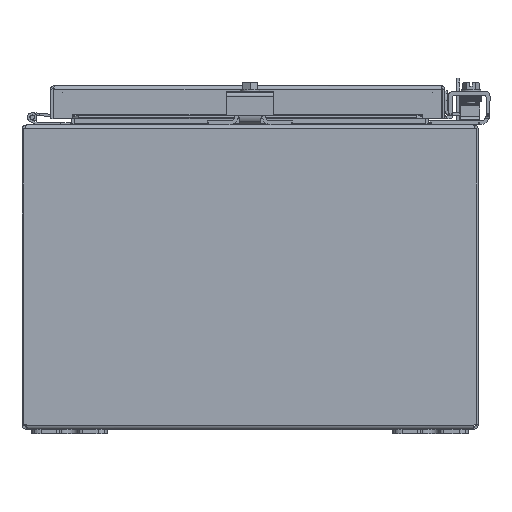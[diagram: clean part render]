
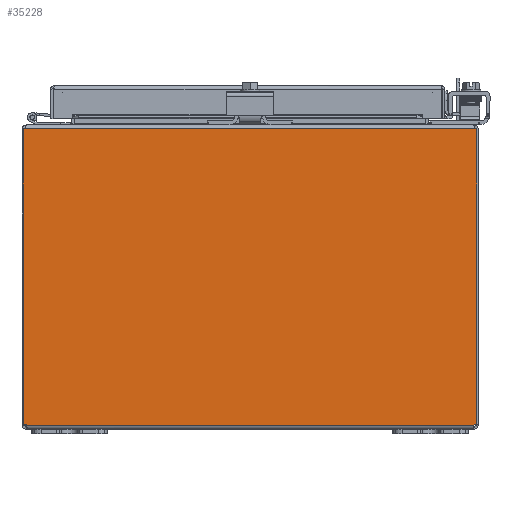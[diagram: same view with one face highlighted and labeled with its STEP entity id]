
A CAD part, front view. The second image highlights one B-rep face of the part: STEP entity #35228.
In plain terms, the highlighted planar face has unit normal (0, -1, 0).
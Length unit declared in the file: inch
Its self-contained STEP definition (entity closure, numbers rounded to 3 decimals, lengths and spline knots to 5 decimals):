
#90 = VERTEX_POINT ( 'NONE', #36100 ) ;
#304 = LINE ( 'NONE', #435, #1835 ) ;
#413 = DIRECTION ( 'NONE',  ( -1., 0., 0. ) ) ;
#435 = CARTESIAN_POINT ( 'NONE',  ( 5.91495, -8., 7.89475 ) ) ;
#480 = AXIS2_PLACEMENT_3D ( 'NONE', #29277, #29240, #29225 ) ;
#1422 = VERTEX_POINT ( 'NONE', #36276 ) ;
#1473 = CIRCLE ( 'NONE', #32379, 0.07 ) ;
#1835 = VECTOR ( 'NONE', #413, 39.37008 ) ;
#1998 = VERTEX_POINT ( 'NONE', #17459 ) ;
#2079 = VERTEX_POINT ( 'NONE', #14158 ) ;
#2173 = DIRECTION ( 'NONE',  ( 1., 0., 0. ) ) ;
#2207 = DIRECTION ( 'NONE',  ( 0., 1., 0. ) ) ;
#2247 = CARTESIAN_POINT ( 'NONE',  ( 5.93789, -8., 0.06211 ) ) ;
#3472 = VERTEX_POINT ( 'NONE', #5578 ) ;
#3621 = CARTESIAN_POINT ( 'NONE',  ( 5.963, -8., 7.89475 ) ) ;
#3774 = DIRECTION ( 'NONE',  ( -1., 0., 0. ) ) ;
#5578 = CARTESIAN_POINT ( 'NONE',  ( -5.91495, -8., 7.89475 ) ) ;
#5643 = EDGE_LOOP ( 'NONE', ( #28466, #28471, #28766, #29206, #29238, #29510, #29551, #19890 ) ) ;
#7576 = LINE ( 'NONE', #9383, #11238 ) ;
#7902 = VECTOR ( 'NONE', #8610, 39.37008 ) ;
#8221 = CARTESIAN_POINT ( 'NONE',  ( -5.88277, -8., 0.10525 ) ) ;
#8610 = DIRECTION ( 'NONE',  ( 1., 0., 0. ) ) ;
#9073 = DIRECTION ( 'NONE',  ( 0., 0., 1. ) ) ;
#9116 = CARTESIAN_POINT ( 'NONE',  ( -5.963, -8., 0.12745 ) ) ;
#9383 = CARTESIAN_POINT ( 'NONE',  ( -5.963, -8., 0.12745 ) ) ;
#10423 = LINE ( 'NONE', #36061, #19500 ) ;
#10694 = VERTEX_POINT ( 'NONE', #31338 ) ;
#11238 = VECTOR ( 'NONE', #9073, 39.37008 ) ;
#11307 = CIRCLE ( 'NONE', #30107, 0.07 ) ;
#11718 = FACE_OUTER_BOUND ( 'NONE', #5643, .T. ) ;
#12510 = VERTEX_POINT ( 'NONE', #9116 ) ;
#14158 = CARTESIAN_POINT ( 'NONE',  ( 5.963, -8., 0.12745 ) ) ;
#14652 = LINE ( 'NONE', #8221, #7902 ) ;
#16470 = DIRECTION ( 'NONE',  ( 1., 0., 0. ) ) ;
#16481 = DIRECTION ( 'NONE',  ( 0., 1., 0. ) ) ;
#16513 = CARTESIAN_POINT ( 'NONE',  ( -5.93789, -8., 0.06211 ) ) ;
#17459 = CARTESIAN_POINT ( 'NONE',  ( 5.963, -8., 7.89475 ) ) ;
#19500 = VECTOR ( 'NONE', #35370, 39.37008 ) ;
#19890 = ORIENTED_EDGE ( 'NONE', *, *, #23149, .F. ) ;
#19926 = EDGE_CURVE ( 'NONE', #10694, #3472, #304, .T. ) ;
#21681 = EDGE_CURVE ( 'NONE', #3472, #1422, #33160, .T. ) ;
#22851 = EDGE_CURVE ( 'NONE', #1998, #10694, #25982, .T. ) ;
#23149 = EDGE_CURVE ( 'NONE', #1998, #2079, #10423, .T. ) ;
#23173 = CARTESIAN_POINT ( 'NONE',  ( -5.91495, -8., 7.89475 ) ) ;
#23274 = DIRECTION ( 'NONE',  ( -1., 0., 0. ) ) ;
#25982 = LINE ( 'NONE', #3621, #26649 ) ;
#26649 = VECTOR ( 'NONE', #3774, 39.37008 ) ;
#28018 = EDGE_CURVE ( 'NONE', #12510, #90, #1473, .T. ) ;
#28419 = EDGE_CURVE ( 'NONE', #12510, #1422, #7576, .T. ) ;
#28466 = ORIENTED_EDGE ( 'NONE', *, *, #22851, .T. ) ;
#28471 = ORIENTED_EDGE ( 'NONE', *, *, #19926, .T. ) ;
#28473 = EDGE_CURVE ( 'NONE', #90, #30460, #14652, .T. ) ;
#28638 = EDGE_CURVE ( 'NONE', #30460, #2079, #11307, .T. ) ;
#28766 = ORIENTED_EDGE ( 'NONE', *, *, #21681, .T. ) ;
#29206 = ORIENTED_EDGE ( 'NONE', *, *, #28419, .F. ) ;
#29225 = DIRECTION ( 'NONE',  ( 1., 0., 0. ) ) ;
#29238 = ORIENTED_EDGE ( 'NONE', *, *, #28018, .T. ) ;
#29240 = DIRECTION ( 'NONE',  ( 0., 1., 0. ) ) ;
#29277 = CARTESIAN_POINT ( 'NONE',  ( 0., -8., 4.00948 ) ) ;
#29510 = ORIENTED_EDGE ( 'NONE', *, *, #28473, .T. ) ;
#29551 = ORIENTED_EDGE ( 'NONE', *, *, #28638, .T. ) ;
#29614 = PLANE ( 'NONE',  #480 ) ;
#29983 = CARTESIAN_POINT ( 'NONE',  ( 5.88277, -8., 0.10525 ) ) ;
#30107 = AXIS2_PLACEMENT_3D ( 'NONE', #2247, #2207, #2173 ) ;
#30460 = VERTEX_POINT ( 'NONE', #29983 ) ;
#31338 = CARTESIAN_POINT ( 'NONE',  ( 5.91495, -8., 7.89475 ) ) ;
#32379 = AXIS2_PLACEMENT_3D ( 'NONE', #16513, #16481, #16470 ) ;
#33160 = LINE ( 'NONE', #23173, #34091 ) ;
#34091 = VECTOR ( 'NONE', #23274, 39.37008 ) ;
#35228 = ADVANCED_FACE ( 'NONE', ( #11718 ), #29614, .F. ) ;
#35370 = DIRECTION ( 'NONE',  ( 0., 0., -1. ) ) ;
#36061 = CARTESIAN_POINT ( 'NONE',  ( 5.963, -8., 7.89475 ) ) ;
#36100 = CARTESIAN_POINT ( 'NONE',  ( -5.88277, -8., 0.10525 ) ) ;
#36276 = CARTESIAN_POINT ( 'NONE',  ( -5.963, -8., 7.89475 ) ) ;
